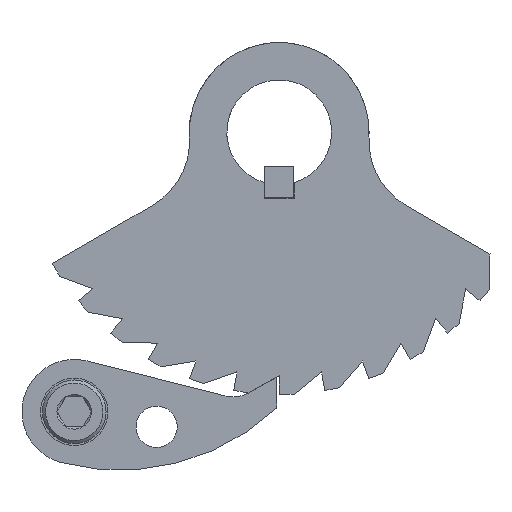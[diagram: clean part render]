
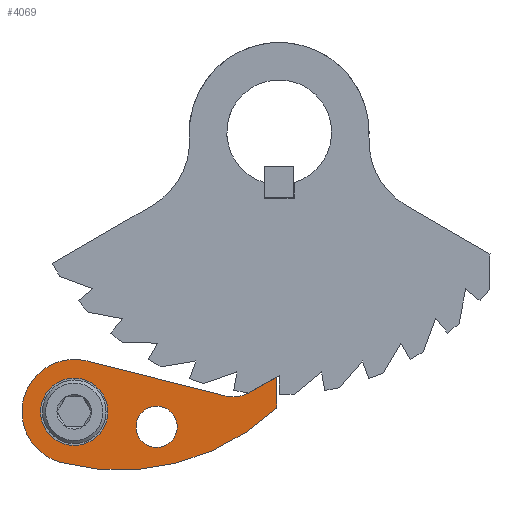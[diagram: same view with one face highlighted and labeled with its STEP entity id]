
A CAD part, left-side view. The second image highlights one B-rep face of the part: STEP entity #4069.
In plain terms, the highlighted planar face has unit normal (-1, 0, 0).
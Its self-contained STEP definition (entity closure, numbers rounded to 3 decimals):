
#470=FACE_BOUND('',#885,.T.);
#471=FACE_BOUND('',#886,.T.);
#493=CIRCLE('',#4414,2.75);
#496=CIRCLE('',#4418,4.);
#497=CIRCLE('',#4421,4.079);
#499=CIRCLE('',#4425,7.);
#501=CIRCLE('',#4428,30.55);
#636=FACE_OUTER_BOUND('',#884,.T.);
#884=EDGE_LOOP('',(#2986,#2987,#2988,#2989,#2990,#2991));
#885=EDGE_LOOP('',(#2992));
#886=EDGE_LOOP('',(#2993));
#1214=LINE('',#5988,#1506);
#1219=LINE('',#6002,#1511);
#1224=LINE('',#6019,#1516);
#1506=VECTOR('',#4962,10.);
#1511=VECTOR('',#4975,10.);
#1516=VECTOR('',#4994,10.);
#1760=VERTEX_POINT('',#5974);
#1763=VERTEX_POINT('',#5982);
#1764=VERTEX_POINT('',#5986);
#1765=VERTEX_POINT('',#5987);
#1768=VERTEX_POINT('',#5995);
#1770=VERTEX_POINT('',#6001);
#1772=VERTEX_POINT('',#6007);
#1774=VERTEX_POINT('',#6013);
#2197=EDGE_CURVE('',#1760,#1760,#493,.T.);
#2202=EDGE_CURVE('',#1763,#1763,#496,.T.);
#2203=EDGE_CURVE('',#1764,#1765,#1214,.T.);
#2207=EDGE_CURVE('',#1765,#1768,#497,.T.);
#2210=EDGE_CURVE('',#1770,#1768,#1219,.T.);
#2213=EDGE_CURVE('',#1772,#1770,#499,.T.);
#2216=EDGE_CURVE('',#1774,#1772,#501,.T.);
#2219=EDGE_CURVE('',#1764,#1774,#1224,.F.);
#2986=ORIENTED_EDGE('',*,*,#2219,.F.);
#2987=ORIENTED_EDGE('',*,*,#2203,.T.);
#2988=ORIENTED_EDGE('',*,*,#2207,.T.);
#2989=ORIENTED_EDGE('',*,*,#2210,.F.);
#2990=ORIENTED_EDGE('',*,*,#2213,.F.);
#2991=ORIENTED_EDGE('',*,*,#2216,.F.);
#2992=ORIENTED_EDGE('',*,*,#2197,.T.);
#2993=ORIENTED_EDGE('',*,*,#2202,.F.);
#3962=PLANE('',#4432);
#4069=ADVANCED_FACE('',(#636,#470,#471),#3962,.F.);
#4414=AXIS2_PLACEMENT_3D('',#5975,#4948,#4949);
#4418=AXIS2_PLACEMENT_3D('',#5984,#4958,#4959);
#4421=AXIS2_PLACEMENT_3D('',#5996,#4968,#4969);
#4425=AXIS2_PLACEMENT_3D('',#6008,#4980,#4981);
#4428=AXIS2_PLACEMENT_3D('',#6014,#4987,#4988);
#4432=AXIS2_PLACEMENT_3D('',#6022,#4998,#4999);
#4948=DIRECTION('center_axis',(1.,0.,0.));
#4949=DIRECTION('ref_axis',(0.,-1.,0.));
#4958=DIRECTION('center_axis',(-1.,0.,0.));
#4959=DIRECTION('ref_axis',(0.,0.,-1.));
#4962=DIRECTION('',(0.,0.871,-0.491));
#4968=DIRECTION('center_axis',(1.,0.,0.));
#4969=DIRECTION('ref_axis',(0.,-0.491,-0.871));
#4975=DIRECTION('',(0.,-0.97,-0.244));
#4980=DIRECTION('center_axis',(1.,0.,0.));
#4981=DIRECTION('ref_axis',(0.,0.259,-0.966));
#4987=DIRECTION('center_axis',(1.,0.,0.));
#4988=DIRECTION('ref_axis',(0.,-0.697,-0.718));
#4994=DIRECTION('',(0.,0.,1.));
#4998=DIRECTION('center_axis',(1.,0.,0.));
#4999=DIRECTION('ref_axis',(0.,0.,-1.));
#5974=CARTESIAN_POINT('',(50.5,69.124,-66.827));
#5975=CARTESIAN_POINT('Origin',(50.5,66.374,-66.827));
#5982=CARTESIAN_POINT('',(50.5,77.374,-60.827));
#5984=CARTESIAN_POINT('Origin',(50.5,77.374,-64.827));
#5986=CARTESIAN_POINT('',(50.5,50.35,-60.197));
#5987=CARTESIAN_POINT('',(50.5,54.108,-62.316));
#5988=CARTESIAN_POINT('',(50.5,50.,-60.));
#5995=CARTESIAN_POINT('',(50.5,57.108,-62.717));
#5996=CARTESIAN_POINT('Origin',(50.5,56.111,-58.762));
#6001=CARTESIAN_POINT('',(50.5,75.662,-58.039));
#6002=CARTESIAN_POINT('',(50.5,75.662,-58.039));
#6007=CARTESIAN_POINT('',(50.5,79.186,-71.588));
#6008=CARTESIAN_POINT('Origin',(50.5,77.374,-64.827));
#6013=CARTESIAN_POINT('',(50.5,50.35,-64.334));
#6014=CARTESIAN_POINT('Origin',(50.5,71.279,-42.079));
#6019=CARTESIAN_POINT('',(50.5,50.35,-62.614));
#6022=CARTESIAN_POINT('Origin',(50.5,67.187,-65.228));
